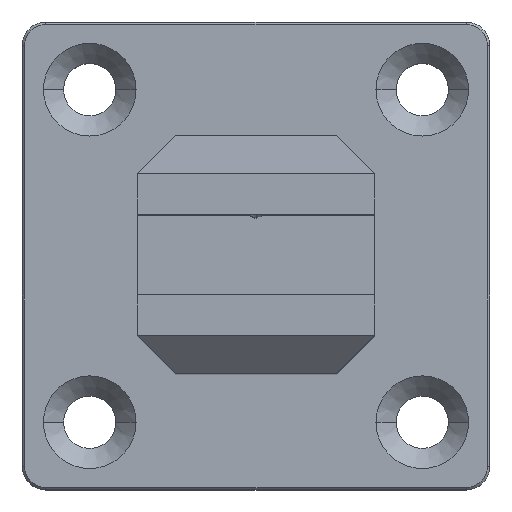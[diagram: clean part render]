
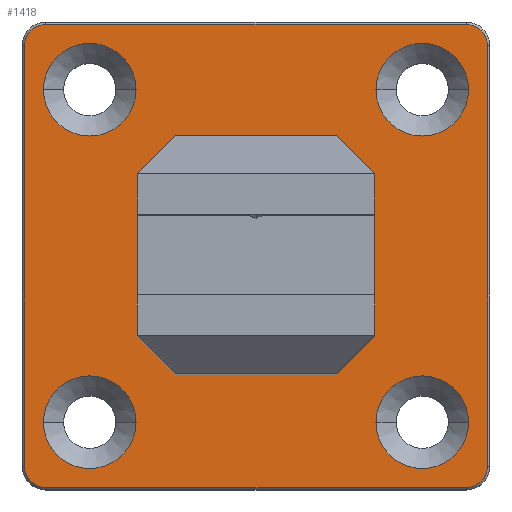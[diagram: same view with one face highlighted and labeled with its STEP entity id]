
A CAD part, top view. The second image highlights one B-rep face of the part: STEP entity #1418.
In plain terms, the highlighted planar face has unit normal (0, 0, 1).
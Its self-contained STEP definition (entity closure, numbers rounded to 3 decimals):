
#149=DIRECTION('',(0.,-1.,0.));
#150=VECTOR('',#149,34.);
#151=CARTESIAN_POINT('',(-25.,17.,10.));
#152=LINE('',#151,#150);
#153=DIRECTION('',(1.,0.,0.));
#154=VECTOR('',#153,34.);
#155=CARTESIAN_POINT('',(-17.,-25.,10.));
#156=LINE('',#155,#154);
#157=DIRECTION('',(0.,1.,0.));
#158=VECTOR('',#157,34.);
#159=CARTESIAN_POINT('',(25.,-17.,10.));
#160=LINE('',#159,#158);
#161=DIRECTION('',(-1.,0.,0.));
#162=VECTOR('',#161,34.);
#163=CARTESIAN_POINT('',(17.,25.,10.));
#164=LINE('',#163,#162);
#165=CARTESIAN_POINT('',(-35.,-35.,10.));
#166=DIRECTION('',(0.,0.,1.));
#167=DIRECTION('',(-1.,0.,0.));
#168=AXIS2_PLACEMENT_3D('',#165,#166,#167);
#170=CARTESIAN_POINT('',(-35.,-35.,10.));
#171=DIRECTION('',(0.,0.,1.));
#172=DIRECTION('',(1.,0.,0.));
#173=AXIS2_PLACEMENT_3D('',#170,#171,#172);
#175=CARTESIAN_POINT('',(-35.,35.,10.));
#176=DIRECTION('',(0.,0.,1.));
#177=DIRECTION('',(-1.,0.,0.));
#178=AXIS2_PLACEMENT_3D('',#175,#176,#177);
#180=CARTESIAN_POINT('',(-35.,35.,10.));
#181=DIRECTION('',(0.,0.,1.));
#182=DIRECTION('',(1.,0.,0.));
#183=AXIS2_PLACEMENT_3D('',#180,#181,#182);
#185=CARTESIAN_POINT('',(35.,35.,10.));
#186=DIRECTION('',(0.,0.,1.));
#187=DIRECTION('',(-1.,0.,0.));
#188=AXIS2_PLACEMENT_3D('',#185,#186,#187);
#190=CARTESIAN_POINT('',(35.,35.,10.));
#191=DIRECTION('',(0.,0.,1.));
#192=DIRECTION('',(1.,0.,0.));
#193=AXIS2_PLACEMENT_3D('',#190,#191,#192);
#195=CARTESIAN_POINT('',(35.,-35.,10.));
#196=DIRECTION('',(0.,0.,1.));
#197=DIRECTION('',(-1.,0.,0.));
#198=AXIS2_PLACEMENT_3D('',#195,#196,#197);
#200=CARTESIAN_POINT('',(35.,-35.,10.));
#201=DIRECTION('',(0.,0.,1.));
#202=DIRECTION('',(1.,0.,0.));
#203=AXIS2_PLACEMENT_3D('',#200,#201,#202);
#205=CARTESIAN_POINT('',(-44.25,-44.25,10.));
#206=DIRECTION('',(0.,0.,1.));
#207=DIRECTION('',(-1.,0.,0.));
#208=AXIS2_PLACEMENT_3D('',#205,#206,#207);
#210=DIRECTION('',(0.,-1.,0.));
#211=VECTOR('',#210,88.5);
#212=CARTESIAN_POINT('',(-48.75,44.25,10.));
#213=LINE('',#212,#211);
#214=CARTESIAN_POINT('',(-44.25,44.25,10.));
#215=DIRECTION('',(0.,0.,1.));
#216=DIRECTION('',(0.,1.,0.));
#217=AXIS2_PLACEMENT_3D('',#214,#215,#216);
#219=DIRECTION('',(-1.,0.,0.));
#220=VECTOR('',#219,88.5);
#221=CARTESIAN_POINT('',(44.25,48.75,10.));
#222=LINE('',#221,#220);
#223=CARTESIAN_POINT('',(44.25,44.25,10.));
#224=DIRECTION('',(0.,0.,1.));
#225=DIRECTION('',(1.,0.,0.));
#226=AXIS2_PLACEMENT_3D('',#223,#224,#225);
#228=DIRECTION('',(0.,1.,0.));
#229=VECTOR('',#228,88.5);
#230=CARTESIAN_POINT('',(48.75,-44.25,10.));
#231=LINE('',#230,#229);
#232=CARTESIAN_POINT('',(44.25,-44.25,10.));
#233=DIRECTION('',(0.,0.,1.));
#234=DIRECTION('',(0.,-1.,0.));
#235=AXIS2_PLACEMENT_3D('',#232,#233,#234);
#237=DIRECTION('',(1.,0.,0.));
#238=VECTOR('',#237,88.5);
#239=CARTESIAN_POINT('',(-44.25,-48.75,10.));
#240=LINE('',#239,#238);
#309=DIRECTION('',(0.707,0.707,0.));
#310=VECTOR('',#309,11.314);
#311=CARTESIAN_POINT('',(-25.,17.,10.));
#312=LINE('',#311,#310);
#349=DIRECTION('',(0.707,-0.707,0.));
#350=VECTOR('',#349,11.314);
#351=CARTESIAN_POINT('',(17.,25.,10.));
#352=LINE('',#351,#350);
#377=DIRECTION('',(-0.707,-0.707,0.));
#378=VECTOR('',#377,11.314);
#379=CARTESIAN_POINT('',(25.,-17.,10.));
#380=LINE('',#379,#378);
#397=DIRECTION('',(-0.707,0.707,0.));
#398=VECTOR('',#397,11.314);
#399=CARTESIAN_POINT('',(-17.,-25.,10.));
#400=LINE('',#399,#398);
#991=CARTESIAN_POINT('',(-25.,17.,10.));
#992=CARTESIAN_POINT('',(-25.,-17.,10.));
#993=VERTEX_POINT('',#991);
#994=VERTEX_POINT('',#992);
#995=CARTESIAN_POINT('',(-17.,-25.,10.));
#996=CARTESIAN_POINT('',(17.,-25.,10.));
#997=VERTEX_POINT('',#995);
#998=VERTEX_POINT('',#996);
#999=CARTESIAN_POINT('',(25.,-17.,10.));
#1000=CARTESIAN_POINT('',(25.,17.,10.));
#1001=VERTEX_POINT('',#999);
#1002=VERTEX_POINT('',#1000);
#1003=CARTESIAN_POINT('',(17.,25.,10.));
#1004=CARTESIAN_POINT('',(-17.,25.,10.));
#1005=VERTEX_POINT('',#1003);
#1006=VERTEX_POINT('',#1004);
#1047=CARTESIAN_POINT('',(-44.75,-35.,10.));
#1048=VERTEX_POINT('',#1047);
#1049=CARTESIAN_POINT('',(-25.25,-35.,10.));
#1050=VERTEX_POINT('',#1049);
#1059=CARTESIAN_POINT('',(-44.75,35.,10.));
#1060=VERTEX_POINT('',#1059);
#1061=CARTESIAN_POINT('',(-25.25,35.,10.));
#1062=VERTEX_POINT('',#1061);
#1071=CARTESIAN_POINT('',(25.25,35.,10.));
#1072=VERTEX_POINT('',#1071);
#1073=CARTESIAN_POINT('',(44.75,35.,10.));
#1074=VERTEX_POINT('',#1073);
#1083=CARTESIAN_POINT('',(25.25,-35.,10.));
#1084=VERTEX_POINT('',#1083);
#1085=CARTESIAN_POINT('',(44.75,-35.,10.));
#1086=VERTEX_POINT('',#1085);
#1179=CARTESIAN_POINT('',(-48.75,-44.25,10.));
#1180=CARTESIAN_POINT('',(-44.25,-48.75,10.));
#1181=VERTEX_POINT('',#1179);
#1182=VERTEX_POINT('',#1180);
#1187=CARTESIAN_POINT('',(44.25,-48.75,10.));
#1188=VERTEX_POINT('',#1187);
#1191=CARTESIAN_POINT('',(48.75,-44.25,10.));
#1192=VERTEX_POINT('',#1191);
#1195=CARTESIAN_POINT('',(48.75,44.25,10.));
#1196=VERTEX_POINT('',#1195);
#1199=CARTESIAN_POINT('',(44.25,48.75,10.));
#1200=VERTEX_POINT('',#1199);
#1203=CARTESIAN_POINT('',(-44.25,48.75,10.));
#1204=VERTEX_POINT('',#1203);
#1207=CARTESIAN_POINT('',(-48.75,44.25,10.));
#1208=VERTEX_POINT('',#1207);
#1355=CARTESIAN_POINT('',(0.,0.,10.));
#1356=DIRECTION('',(0.,0.,1.));
#1357=DIRECTION('',(1.,0.,0.));
#1358=AXIS2_PLACEMENT_3D('',#1355,#1356,#1357);
#1359=PLANE('',#1358);
#1361=ORIENTED_EDGE('',*,*,#1360,.F.);
#1363=ORIENTED_EDGE('',*,*,#1362,.F.);
#1365=ORIENTED_EDGE('',*,*,#1364,.F.);
#1367=ORIENTED_EDGE('',*,*,#1366,.F.);
#1369=ORIENTED_EDGE('',*,*,#1368,.F.);
#1371=ORIENTED_EDGE('',*,*,#1370,.F.);
#1373=ORIENTED_EDGE('',*,*,#1372,.F.);
#1375=ORIENTED_EDGE('',*,*,#1374,.F.);
#1376=EDGE_LOOP('',(#1361,#1363,#1365,#1367,#1369,#1371,#1373,#1375));
#1377=FACE_OUTER_BOUND('',#1376,.F.);
#1378=ORIENTED_EDGE('',*,*,#1350,.T.);
#1379=ORIENTED_EDGE('',*,*,#1334,.T.);
#1380=EDGE_LOOP('',(#1378,#1379));
#1381=FACE_BOUND('',#1380,.F.);
#1383=ORIENTED_EDGE('',*,*,#1382,.T.);
#1385=ORIENTED_EDGE('',*,*,#1384,.T.);
#1386=EDGE_LOOP('',(#1383,#1385));
#1387=FACE_BOUND('',#1386,.F.);
#1389=ORIENTED_EDGE('',*,*,#1388,.T.);
#1391=ORIENTED_EDGE('',*,*,#1390,.T.);
#1392=EDGE_LOOP('',(#1389,#1391));
#1393=FACE_BOUND('',#1392,.F.);
#1395=ORIENTED_EDGE('',*,*,#1394,.T.);
#1397=ORIENTED_EDGE('',*,*,#1396,.T.);
#1398=EDGE_LOOP('',(#1395,#1397));
#1399=FACE_BOUND('',#1398,.F.);
#1401=ORIENTED_EDGE('',*,*,#1400,.T.);
#1403=ORIENTED_EDGE('',*,*,#1402,.F.);
#1405=ORIENTED_EDGE('',*,*,#1404,.T.);
#1407=ORIENTED_EDGE('',*,*,#1406,.F.);
#1409=ORIENTED_EDGE('',*,*,#1408,.T.);
#1411=ORIENTED_EDGE('',*,*,#1410,.F.);
#1413=ORIENTED_EDGE('',*,*,#1412,.T.);
#1415=ORIENTED_EDGE('',*,*,#1414,.F.);
#1416=EDGE_LOOP('',(#1401,#1403,#1405,#1407,#1409,#1411,#1413,#1415));
#1417=FACE_BOUND('',#1416,.F.);
#169=CIRCLE('',#168,9.75);
#174=CIRCLE('',#173,9.75);
#179=CIRCLE('',#178,9.75);
#184=CIRCLE('',#183,9.75);
#189=CIRCLE('',#188,9.75);
#194=CIRCLE('',#193,9.75);
#199=CIRCLE('',#198,9.75);
#204=CIRCLE('',#203,9.75);
#209=CIRCLE('',#208,4.5);
#218=CIRCLE('',#217,4.5);
#227=CIRCLE('',#226,4.5);
#236=CIRCLE('',#235,4.5);
#1334=EDGE_CURVE('',#1050,#1048,#174,.T.);
#1350=EDGE_CURVE('',#1048,#1050,#169,.T.);
#1360=EDGE_CURVE('',#1181,#1182,#209,.T.);
#1362=EDGE_CURVE('',#1208,#1181,#213,.T.);
#1364=EDGE_CURVE('',#1204,#1208,#218,.T.);
#1366=EDGE_CURVE('',#1200,#1204,#222,.T.);
#1368=EDGE_CURVE('',#1196,#1200,#227,.T.);
#1370=EDGE_CURVE('',#1192,#1196,#231,.T.);
#1372=EDGE_CURVE('',#1188,#1192,#236,.T.);
#1374=EDGE_CURVE('',#1182,#1188,#240,.T.);
#1382=EDGE_CURVE('',#1060,#1062,#179,.T.);
#1384=EDGE_CURVE('',#1062,#1060,#184,.T.);
#1388=EDGE_CURVE('',#1072,#1074,#189,.T.);
#1390=EDGE_CURVE('',#1074,#1072,#194,.T.);
#1394=EDGE_CURVE('',#1084,#1086,#199,.T.);
#1396=EDGE_CURVE('',#1086,#1084,#204,.T.);
#1400=EDGE_CURVE('',#993,#994,#152,.T.);
#1402=EDGE_CURVE('',#997,#994,#400,.T.);
#1404=EDGE_CURVE('',#997,#998,#156,.T.);
#1406=EDGE_CURVE('',#1001,#998,#380,.T.);
#1408=EDGE_CURVE('',#1001,#1002,#160,.T.);
#1410=EDGE_CURVE('',#1005,#1002,#352,.T.);
#1412=EDGE_CURVE('',#1005,#1006,#164,.T.);
#1414=EDGE_CURVE('',#993,#1006,#312,.T.);
#1418=ADVANCED_FACE('',(#1377,#1381,#1387,#1393,#1399,#1417),#1359,.T.);
